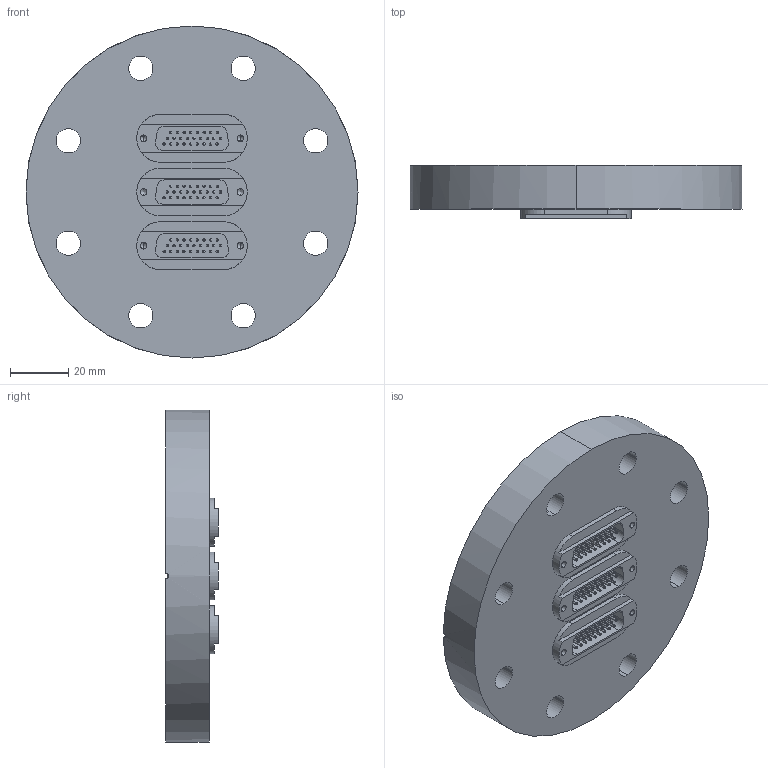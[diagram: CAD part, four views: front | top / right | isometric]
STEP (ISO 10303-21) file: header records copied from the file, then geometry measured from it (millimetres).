
FILE_DESCRIPTION (( 'STEP AP214' ), '1' );
FILE_NAME ('210-HD26-C63-3.STEP', '2014-10-30T12:53:12', ( 'allectra' ), ( 'Microsoft' ), 'SwSTEP 2.0', 'SolidWorks 2014', '' );
FILE_SCHEMA (( 'AUTOMOTIVE_DESIGN' ));
Length unit declared in the file: millimetre
Products named in the file (5): 218-HD26-78-SS_26 pol; 9210-PIN-FENI-0.7; 9218-HDX-SS_26 pol. 0,7mm Bohrung; 9210-D15-C63-3_DN63; 210-HD26-C63-3
Assembly tree (31 placements, depth 3):
  210-HD26-C63-3
    9210-D15-C63-3_DN63
    218-HD26-78-SS_26 pol  x3
      9218-HDX-SS_26 pol. 0,7mm Bohrung
      9210-PIN-FENI-0.7
Bounding box: 114.3 x 18.2 x 114.3 mm (x, y, z)
Volume: 135612.4 mm3; surface area: 44373.9 mm2
Topology: 82 solids, 82 shells, 969 faces, 2048 edges, 1240 vertices
Faces by surface type: cylinder 400, torus 312, plane 229, cone 28
Entity records: 5486 total; most frequent: DIRECTION 990, CARTESIAN_POINT 914, ORIENTED_EDGE 804, AXIS2_PLACEMENT_3D 406, EDGE_CURVE 402, VERTEX_POINT 264, EDGE_LOOP 232, CIRCLE 220
